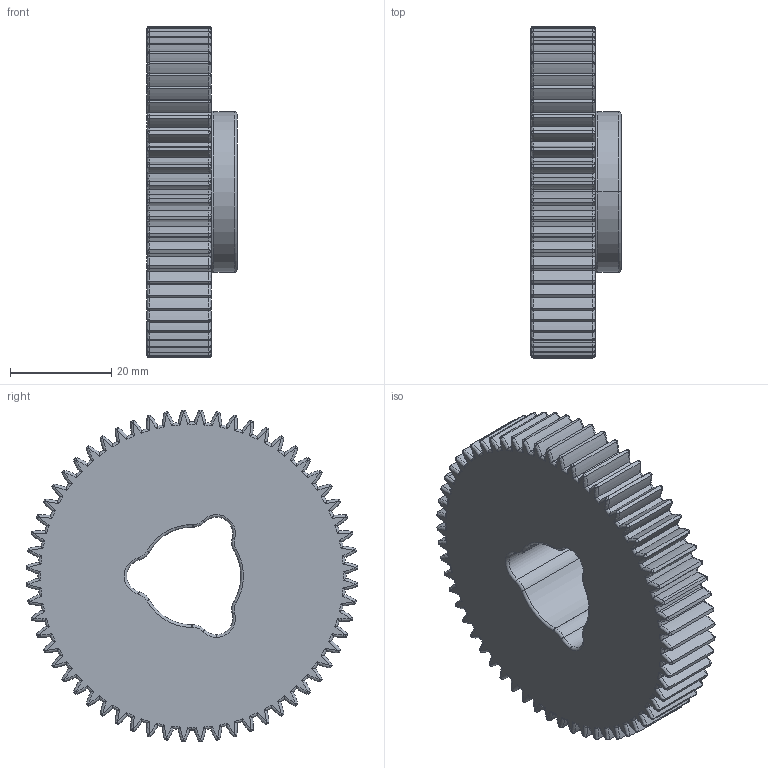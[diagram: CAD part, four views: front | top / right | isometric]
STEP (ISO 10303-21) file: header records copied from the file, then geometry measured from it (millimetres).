
FILE_DESCRIPTION (( 'STEP AP214' ), '1' );
FILE_NAME ('60T BallGearV3.STEP', '2024-03-31T16:30:15', ( '' ), ( '' ), 'SwSTEP 2.0', 'SolidWorks 2024', '' );
FILE_SCHEMA (( 'AUTOMOTIVE_DESIGN' ));
Length unit declared in the file: inch
Products named in the file (1): 60T BallGearV3
Bounding box: 17.78 x 65.56 x 65.56 mm (x, y, z)
Volume: 37546.4 mm3; surface area: 12188.4 mm2
Topology: 1 solids, 1 shells, 789 faces, 1845 edges, 1059 vertices
Faces by surface type: torus 524, cylinder 262, plane 3
Entity records: 24889 total; most frequent: CARTESIAN_POINT 7054, DIRECTION 4048, ORIENTED_EDGE 3690, AXIS2_PLACEMENT_3D 1893, EDGE_CURVE 1845, CIRCLE 1103, VERTEX_POINT 1059, EDGE_LOOP 792
